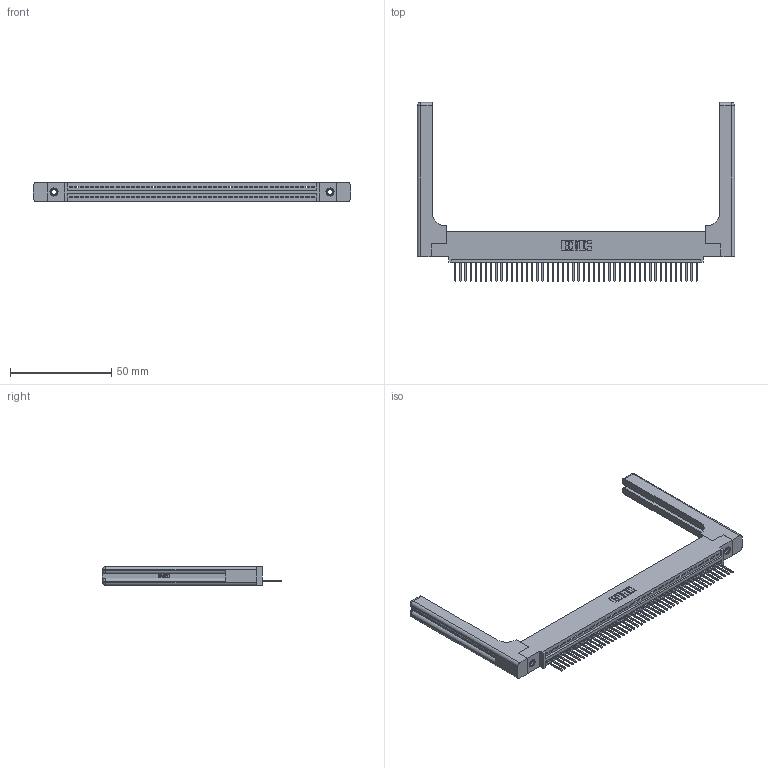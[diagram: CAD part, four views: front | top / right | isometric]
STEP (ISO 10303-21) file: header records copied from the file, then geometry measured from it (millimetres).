
FILE_DESCRIPTION (( 'STEP AP203' ), '1' );
FILE_NAME ('395-048-523-458.STEP', '2019-10-23T01:14:38', ( '' ), ( '' ), 'SwSTEP 2.0', 'SolidWorks 2016', '' );
FILE_SCHEMA (( 'CONFIG_CONTROL_DESIGN' ));
Length unit declared in the file: inch
Products named in the file (5): 345-250-001_345-250-001-102; 395-048-523-458; 345-292-001_345-293-123; 345-220-058_345-220-058; 345 Part_0.110 Offset - 0.156 Dia-TH
Assembly tree (53 placements, depth 2):
  395-048-523-458
    345 Part_0.110 Offset - 0.156 Dia-TH
    345-292-001_345-293-123  x48
    345-250-001_345-250-001-102  x2
    345-220-058_345-220-058  x2
Bounding box: 156.95 x 88.57 x 9.4 mm (x, y, z)
Volume: 23369.1 mm3; surface area: 25274.4 mm2
Topology: 53 solids, 53 shells, 3170 faces, 9467 edges, 6226 vertices
Faces by surface type: plane 2152, cylinder 958, bspline 36, cone 12, sphere 8, torus 4
Entity records: 40650 total; most frequent: CARTESIAN_POINT 8013, ORIENTED_EDGE 6792, DIRECTION 5936, EDGE_CURVE 3396, VECTOR 2980, LINE 2980, VERTEX_POINT 2254, AXIS2_PLACEMENT_3D 1478
